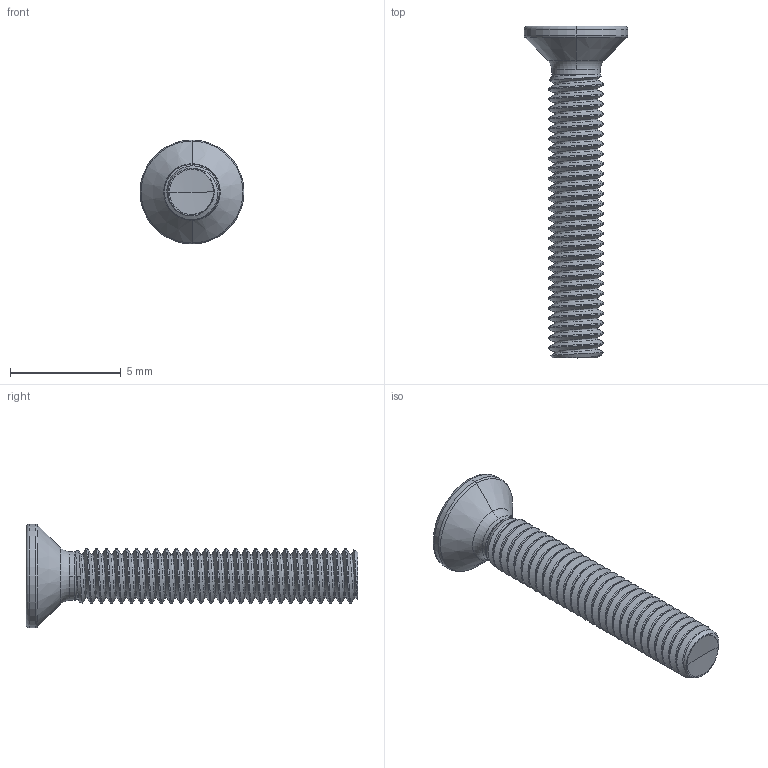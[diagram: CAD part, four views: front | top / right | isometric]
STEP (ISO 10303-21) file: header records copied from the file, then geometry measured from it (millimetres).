
FILE_DESCRIPTION (( 'STEP AP203' ), '1' );
FILE_NAME ('STM410250150.STEP', '2020-12-18T16:51:46', ( '' ), ( '' ), 'SwSTEP 2.0', 'SolidWorks 2015', '' );
FILE_SCHEMA (( 'CONFIG_CONTROL_DESIGN' ));
Length unit declared in the file: millimetre
Products named in the file (2): STM410250150
Bounding box: 4.7 x 15 x 4.7 mm (x, y, z)
Volume: 68.4 mm3; surface area: 204.6 mm2
Topology: 1 solids, 1 shells, 124 faces, 335 edges, 212 vertices
Faces by surface type: cylinder 78, bspline 18, cone 13, torus 11, sphere 2, plane 2
Entity records: 24589 total; most frequent: CARTESIAN_POINT 21851, ORIENTED_EDGE 666, DIRECTION 415, EDGE_CURVE 333, VERTEX_POINT 212, AXIS2_PLACEMENT_3D 163, EDGE_LOOP 125, FACE_OUTER_BOUND 124
